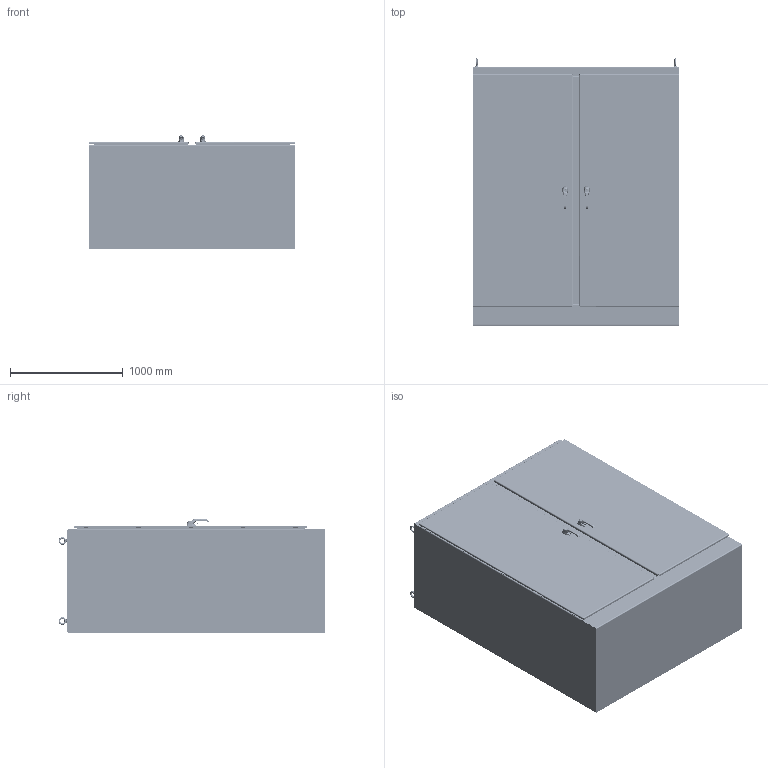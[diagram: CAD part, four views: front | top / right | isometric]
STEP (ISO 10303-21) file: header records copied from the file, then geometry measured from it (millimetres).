
FILE_DESCRIPTION(/* description */ ('WRD, N4X/IP66, FS, 2-DOOR, 3PT, 304 SS, 90x72x36'),/* implementation_level */ '2;1');
FILE_NAME(/* name */ 'WRD907236SSFSDN4.stp',/* time_stamp */ '2021-03-23T06:54:38-05:00',/* author */ ('mraetz'),/* organization */ (''),/* preprocessor_version */ 'ST-DEVELOPER v18.1',/* originating_system */ 'Autodesk Inventor 2020',/* authorisation */ '');
FILE_SCHEMA (('AUTOMOTIVE_DESIGN { 1 0 10303 214 3 1 1 }'));
Products named in the file (69): WRD907236SSFSDN4; WRD9072SSFSDN4FB; WRD9036SSFSDN4RS; WRD9036SSFSDN4LS; WRD7236SSFSDN4TOP; WRD7236SSFSDN4BTM; WRD9072SSFSDN4LDR; WRD9072SSFSDN4RDR; WRD9072SSFSDN4FIP; WRD90SSFSDN4MLR; WRD90SSFSDN4RML; WRD36SSFSDN4LEA; 349131; HFW3026; 316298; HFW328201_WRD_HINGE_ASSM; HFW328201KN; HFW328201HR; HFW372218; HFW390108; HFW328201PIN; HFW328201POMCLIP; 38846; HFW32436_ASSM; 1091-73; 1091-B11_ASM; 1091-74-03; 1091-74-01; 1091-75; DIN3771_16X2_5; 2100-11; 1091-76; D125B_10_5; DIN985_M10; 1000-02; 1225-05; 1000-277-01; SPACER; LARGE_DOOR_ROD_ASSM-37031; HFW31712 ...
Assembly tree (137 placements, depth 5):
  WRD907236SSFSDN4
    WRD9072SSFSDN4FB
    WRD9036SSFSDN4RS
    WRD9036SSFSDN4LS
    WRD7236SSFSDN4TOP
    WRD7236SSFSDN4BTM
    WRD9072SSFSDN4LDR
    WRD9072SSFSDN4FIP  x2
    WRD9072SSFSDN4RDR
    WRD90SSFSDN4MLR
    WRD90SSFSDN4RML
    WRD36SSFSDN4LEA  x2
    349131  x4
    HFW3026  x4
    316298  x4
    38846  x8
    HFW328201_WRD_HINGE_ASSM  x10
      HFW328201KN
      HFW328201HR
      HFW372218
      HFW390108
      HFW328201PIN
      HFW328201POMCLIP
    HFW328202  x10
    HFW32436_ASSM  x2
      1091-73
      1091-B11_ASM
        1091-74-03
        1091-74-01
      1091-75
      DIN3771_16X2_5
      2100-11
      1091-76
      D125B_10_5
      DIN985_M10
      1000-277-01
      1000-02
      1225-05
      SPACER
    LARGE_DOOR_ROD_ASSM-37031  x2
      HFW31712
        1091-903_AF0
          1091-903_AF0_1
          1091-903_AF0_2
        PLASTIC-ROLLER-CAM_AF0_ASM
          PLASTIC-ROLLER-CAM_AF1
          7379-M6-8X25_AF0
          LOCK-NUT_AF0
        SUPPORT-ROLL_AF0
        1091-BR11_AF0
      37031
      ANSI B18.6.3 - 3/8-16 UNC - 1.75
      HFW3762
      31215
      3862
    FUN00132_34.75"  x8
    HFW303136  x2
    HFW303135  x2
    HFW316407  x2
    30221  x8
Bounding box: 1832.18 x 2368.49 x 1005.79 mm (x, y, z)
Volume: 51722476.3 mm3; surface area: 37950608.5 mm2
Topology: 233 solids, 233 shells, 9588 faces, 24536 edges, 15456 vertices
Faces by surface type: plane 3692, cylinder 3230, bspline 1126, torus 650, cone 636, sphere 254
Full cylindrical faces by diameter (mm): 1.5 x4, 2.5 x2, 3 x2, 3.1 x4, 3.15 x2, 3.5 x6, 3.9 x2, 3.969 x8, 4.2 x4, 4.5 x4, 4.632 x220, 4.773 x4, 4.953 x20, 5 x10, 5.08 x20, 5.105 x64, 5.16 x40, 5.4 x6, 6 x10, 6.075 x56, 6.128 x4, 6.172 x4, 6.35 x292, 6.41 x4, 6.535 x32, 6.756 x28, 7.137 x6, 7.144 x4, 7.48 x20, 7.938 x4
Entity records: 141724 total; most frequent: CARTESIAN_POINT 69563, ORIENTED_EDGE 14446, DIRECTION 14382, EDGE_CURVE 7223, AXIS2_PLACEMENT_3D 5462, VERTEX_POINT 4430, LINE 3458, VECTOR 3458
